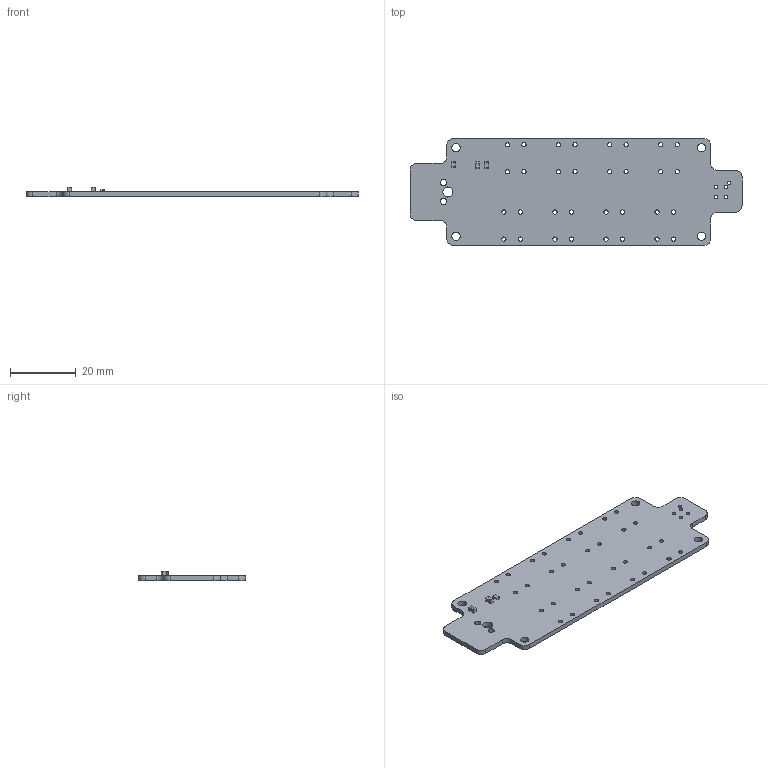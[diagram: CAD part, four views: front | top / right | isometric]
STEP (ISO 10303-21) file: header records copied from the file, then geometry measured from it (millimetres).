
FILE_DESCRIPTION(('KiCad electronic assembly'),'2;1');
FILE_NAME('PD Board4.step','2025-08-14T17:38:46',('Pcbnew'),('Kicad'), 'Open CASCADE STEP processor 7.8','KiCad to STEP converter','Unknown' );
FILE_SCHEMA(('AUTOMOTIVE_DESIGN { 1 0 10303 214 1 1 1 1 }'));
Length unit declared in the file: millimetre
Products named in the file (4): PD Board4 1; C_0805_2012Metric; R_0805_2012Metric; PD Board_PCB
Assembly tree (4 placements, depth 2):
  PD Board4 1
    C_0805_2012Metric  x2
    R_0805_2012Metric
    PD Board_PCB
Bounding box: 100.76 x 32.5 x 2.85 mm (x, y, z)
Volume: 4286.6 mm3; surface area: 6390.3 mm2
Topology: 4 solids, 4 shells, 152 faces, 416 edges, 276 vertices
Faces by surface type: cylinder 88, plane 64
Full cylindrical faces by diameter (mm): 1.02 x1, 1.07 x4, 1.3 x32, 1.854 x2, 2.5 x4, 3.048 x1
Entity records: 4665 total; most frequent: DIRECTION 754, CARTESIAN_POINT 701, ORIENTED_EDGE 688, EDGE_CURVE 344, AXIS2_PLACEMENT_3D 281, VERTEX_POINT 228, FACE_BOUND 214, EDGE_LOOP 214
